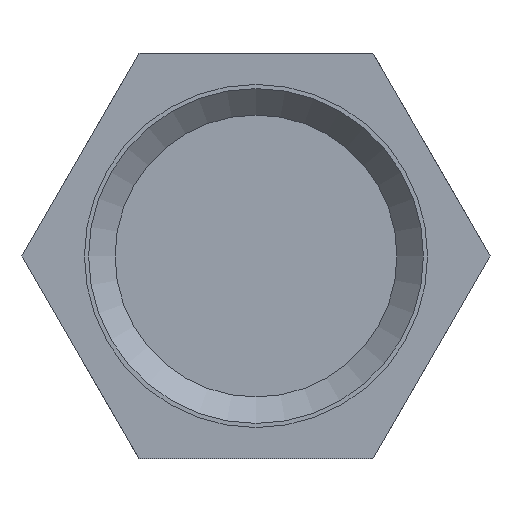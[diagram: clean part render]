
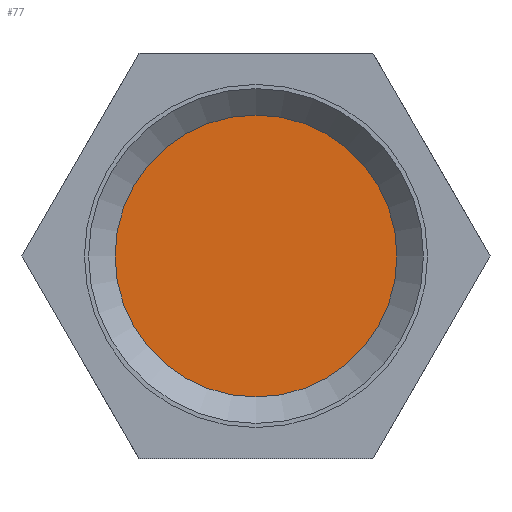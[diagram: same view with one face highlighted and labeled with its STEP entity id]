
A CAD part, front view. The second image highlights one B-rep face of the part: STEP entity #77.
In plain terms, the highlighted planar face has unit normal (0, -1, 0).
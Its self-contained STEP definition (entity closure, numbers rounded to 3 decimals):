
#77 = ADVANCED_FACE( '', ( #166 ), #167, .T. );
#166 = FACE_OUTER_BOUND( '', #257, .T. );
#167 = PLANE( '', #258 );
#257 = EDGE_LOOP( '', ( #391 ) );
#258 = AXIS2_PLACEMENT_3D( '', #392, #393, #394 );
#391 = ORIENTED_EDGE( '', *, *, #483, .T. );
#392 = CARTESIAN_POINT( '', ( 0., 35., 0. ) );
#393 = DIRECTION( '', ( 0., -1., 0. ) );
#394 = DIRECTION( '', ( 0., 0., -1. ) );
#483 = EDGE_CURVE( '', #562, #562, #563, .T. );
#562 = VERTEX_POINT( '', #701 );
#563 = CIRCLE( '', #702, 16. );
#701 = CARTESIAN_POINT( '', ( 0., 35., -16. ) );
#702 = AXIS2_PLACEMENT_3D( '', #814, #815, #816 );
#814 = CARTESIAN_POINT( '', ( 0., 35., 0. ) );
#815 = DIRECTION( '', ( 0., -1., 0. ) );
#816 = DIRECTION( '', ( 0., 0., -1. ) );
